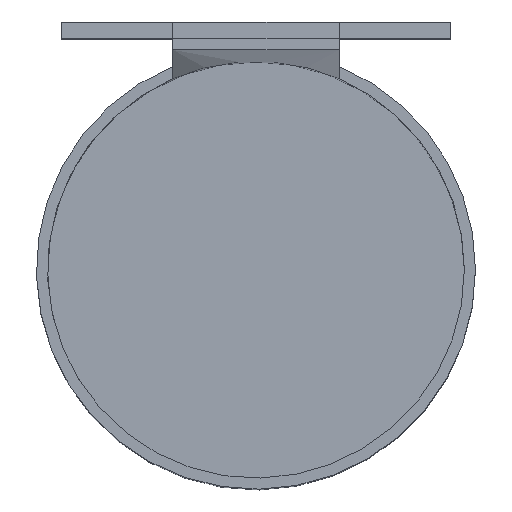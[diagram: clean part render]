
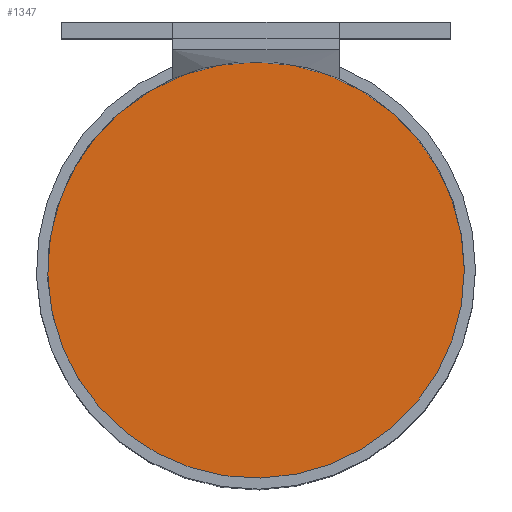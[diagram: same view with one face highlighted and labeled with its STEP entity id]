
A CAD part, top view. The second image highlights one B-rep face of the part: STEP entity #1347.
In plain terms, the highlighted planar face has unit normal (0, 0, 1).
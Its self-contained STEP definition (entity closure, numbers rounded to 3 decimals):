
#375 = CYLINDRICAL_SURFACE('',#376,37.5);
#376 = AXIS2_PLACEMENT_3D('',#377,#378,#379);
#377 = CARTESIAN_POINT('',(0.,0.,82.));
#378 = DIRECTION('',(0.,0.,-1.));
#379 = DIRECTION('',(1.,0.,0.));
#777 = VERTEX_POINT('',#778);
#778 = CARTESIAN_POINT('',(37.5,0.,2.));
#820 = EDGE_CURVE('',#777,#777,#821,.T.);
#821 = SURFACE_CURVE('',#822,(#827,#833),.PCURVE_S1.);
#822 = CIRCLE('',#823,37.5);
#823 = AXIS2_PLACEMENT_3D('',#824,#825,#826);
#824 = CARTESIAN_POINT('',(0.,0.,2.));
#825 = DIRECTION('',(0.,0.,-1.));
#826 = DIRECTION('',(1.,0.,0.));
#827 = PCURVE('',#375,#828);
#828 = DEFINITIONAL_REPRESENTATION('',(#829),#832);
#829 = B_SPLINE_CURVE_WITH_KNOTS('',1,(#830,#831),.UNSPECIFIED.,.F.,.F.,
  (2,2),(0.,6.283),.PIECEWISE_BEZIER_KNOTS.);
#830 = CARTESIAN_POINT('',(0.,80.));
#831 = CARTESIAN_POINT('',(6.283,80.));
#832 = ( GEOMETRIC_REPRESENTATION_CONTEXT(2) 
PARAMETRIC_REPRESENTATION_CONTEXT() REPRESENTATION_CONTEXT('2D SPACE',''
  ) );
#833 = PCURVE('',#834,#839);
#834 = PLANE('',#835);
#835 = AXIS2_PLACEMENT_3D('',#836,#837,#838);
#836 = CARTESIAN_POINT('',(0.,0.,2.));
#837 = DIRECTION('',(0.,0.,-1.));
#838 = DIRECTION('',(1.,0.,0.));
#839 = DEFINITIONAL_REPRESENTATION('',(#840),#844);
#840 = CIRCLE('',#841,37.5);
#841 = AXIS2_PLACEMENT_2D('',#842,#843);
#842 = CARTESIAN_POINT('',(0.,0.));
#843 = DIRECTION('',(1.,0.));
#844 = ( GEOMETRIC_REPRESENTATION_CONTEXT(2) 
PARAMETRIC_REPRESENTATION_CONTEXT() REPRESENTATION_CONTEXT('2D SPACE',''
  ) );
#1347 = ADVANCED_FACE('',(#1348),#834,.F.);
#1348 = FACE_BOUND('',#1349,.F.);
#1349 = EDGE_LOOP('',(#1350));
#1350 = ORIENTED_EDGE('',*,*,#820,.T.);
